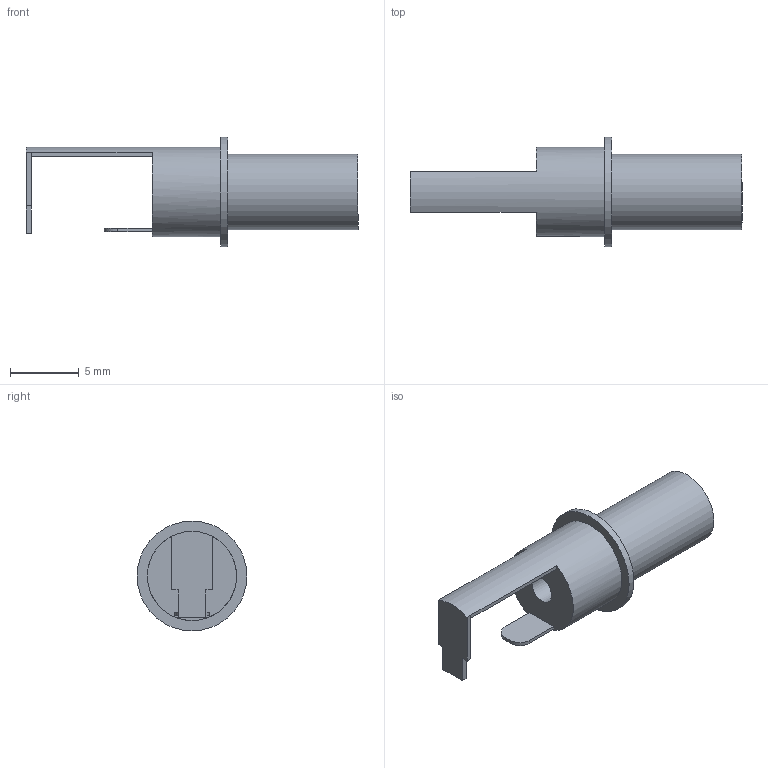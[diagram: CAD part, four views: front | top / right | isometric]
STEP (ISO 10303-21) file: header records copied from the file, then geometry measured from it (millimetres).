
FILE_DESCRIPTION(('FreeCAD Model'),'2;1');
FILE_NAME('Open CASCADE Shape Model','2024-11-20T20:21:28',( 'kicad StepUp'),('ksu MCAD'),'Open CASCADE STEP processor 7.7', 'FreeCAD','Unknown');
FILE_SCHEMA(('AUTOMOTIVE_DESIGN { 1 0 10303 214 1 1 1 1 }'));
Length unit declared in the file: millimetre
Products named in the file (1): Body001
Bounding box: 24.2 x 8 x 8 mm (x, y, z)
Volume: 385.2 mm3; surface area: 584.1 mm2
Topology: 1 solids, 1 shells, 28 faces, 69 edges, 46 vertices
Faces by surface type: plane 21, cylinder 7
Full cylindrical faces by diameter (mm): 2 x1, 5.5 x1, 6.5 x1, 8 x1
Entity records: 857 total; most frequent: CARTESIAN_POINT 145, DIRECTION 145, ORIENTED_EDGE 138, EDGE_CURVE 69, LINE 49, VECTOR 49, AXIS2_PLACEMENT_3D 48, VERTEX_POINT 46
